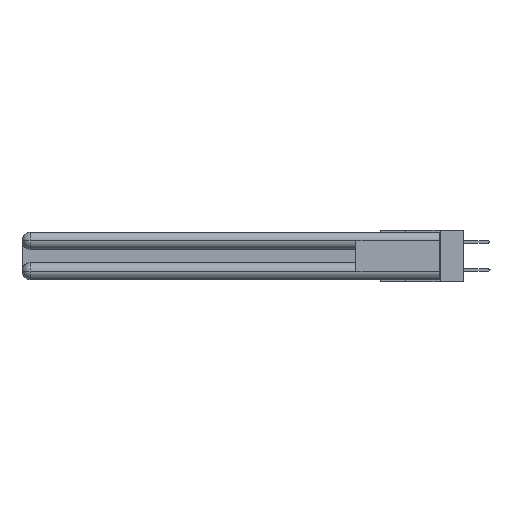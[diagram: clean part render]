
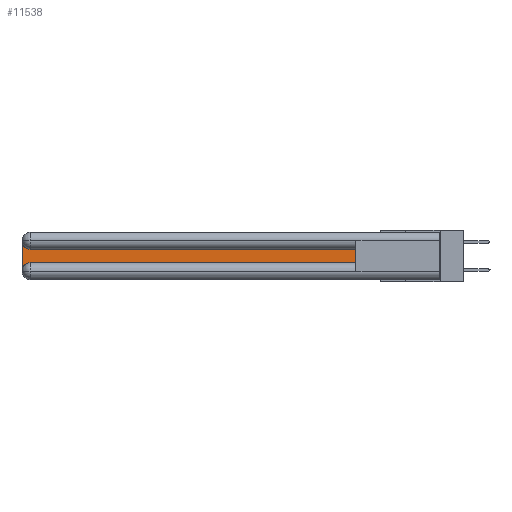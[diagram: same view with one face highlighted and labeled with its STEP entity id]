
A CAD part, left-side view. The second image highlights one B-rep face of the part: STEP entity #11538.
In plain terms, the highlighted planar face has unit normal (-1, 0, 0).
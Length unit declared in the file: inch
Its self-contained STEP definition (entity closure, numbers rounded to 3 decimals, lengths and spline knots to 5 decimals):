
#1369 = EDGE_LOOP ( 'NONE', ( #5635, #8992, #19142, #10699, #3441, #24896 ) ) ;
#1411 = EDGE_CURVE ( 'NONE', #19340, #26305, #18133, .T. ) ;
#2822 = VERTEX_POINT ( 'NONE', #26427 ) ;
#3259 = DIRECTION ( 'NONE',  ( 1., 0., 0. ) ) ;
#3267 = CARTESIAN_POINT ( 'NONE',  ( 0.075, 0.6, -0.1225 ) ) ;
#3439 = AXIS2_PLACEMENT_3D ( 'NONE', #5842, #9884, #12017 ) ;
#3441 = ORIENTED_EDGE ( 'NONE', *, *, #3476, .T. ) ;
#3476 = EDGE_CURVE ( 'NONE', #2822, #13982, #26689, .T. ) ;
#3950 = CARTESIAN_POINT ( 'NONE',  ( 0.075, 0.6, -0.2175 ) ) ;
#4899 = DIRECTION ( 'NONE',  ( 0., 0., 1. ) ) ;
#5635 = ORIENTED_EDGE ( 'NONE', *, *, #19774, .T. ) ;
#5842 = CARTESIAN_POINT ( 'NONE',  ( 0.075, 2.94, -0.2775 ) ) ;
#7676 = DIRECTION ( 'NONE',  ( 0., 1., 0. ) ) ;
#7947 = PLANE ( 'NONE',  #27763 ) ;
#8916 = CARTESIAN_POINT ( 'NONE',  ( 0.075, 3., -0.2775 ) ) ;
#8992 = ORIENTED_EDGE ( 'NONE', *, *, #1411, .T. ) ;
#9110 = EDGE_CURVE ( 'NONE', #26305, #23825, #23608, .T. ) ;
#9884 = DIRECTION ( 'NONE',  ( 1., 0., 0. ) ) ;
#10699 = ORIENTED_EDGE ( 'NONE', *, *, #17251, .T. ) ;
#11538 = ADVANCED_FACE ( 'NONE', ( #16027 ), #7947, .F. ) ;
#12017 = DIRECTION ( 'NONE',  ( 0., 0., -1. ) ) ;
#12756 = CARTESIAN_POINT ( 'NONE',  ( 0.075, 2.94, -0.1225 ) ) ;
#13551 = VECTOR ( 'NONE', #7676, 39.37008 ) ;
#13632 = DIRECTION ( 'NONE',  ( 0., 0., -1. ) ) ;
#13982 = VERTEX_POINT ( 'NONE', #16367 ) ;
#16027 = FACE_OUTER_BOUND ( 'NONE', #1369, .T. ) ;
#16067 = VERTEX_POINT ( 'NONE', #16131 ) ;
#16112 = CARTESIAN_POINT ( 'NONE',  ( 0.075, 0.6, -0.2175 ) ) ;
#16131 = CARTESIAN_POINT ( 'NONE',  ( 0.075, 0.6, -0.1225 ) ) ;
#16367 = CARTESIAN_POINT ( 'NONE',  ( 0.075, 0.6, -0.2175 ) ) ;
#16668 = EDGE_CURVE ( 'NONE', #13982, #16067, #27747, .T. ) ;
#17251 = EDGE_CURVE ( 'NONE', #23825, #2822, #24076, .T. ) ;
#17889 = AXIS2_PLACEMENT_3D ( 'NONE', #22295, #24526, #13632 ) ;
#18133 = CIRCLE ( 'NONE', #17889, 0.06 ) ;
#18598 = DIRECTION ( 'NONE',  ( 0., -1., 0. ) ) ;
#19142 = ORIENTED_EDGE ( 'NONE', *, *, #9110, .T. ) ;
#19340 = VERTEX_POINT ( 'NONE', #12756 ) ;
#19687 = LINE ( 'NONE', #3267, #13551 ) ;
#19774 = EDGE_CURVE ( 'NONE', #16067, #19340, #19687, .T. ) ;
#20855 = CARTESIAN_POINT ( 'NONE',  ( 0.075, 3., -0.1225 ) ) ;
#20873 = VECTOR ( 'NONE', #4899, 39.37008 ) ;
#21542 = VECTOR ( 'NONE', #27940, 39.37008 ) ;
#22295 = CARTESIAN_POINT ( 'NONE',  ( 0.075, 2.94, -0.0625 ) ) ;
#22866 = DIRECTION ( 'NONE',  ( 0., 0., -1. ) ) ;
#23608 = LINE ( 'NONE', #28030, #21542 ) ;
#23625 = VECTOR ( 'NONE', #18598, 39.37008 ) ;
#23825 = VERTEX_POINT ( 'NONE', #8916 ) ;
#23922 = CARTESIAN_POINT ( 'NONE',  ( 0.075, 3., -0.0625 ) ) ;
#24076 = CIRCLE ( 'NONE', #3439, 0.06 ) ;
#24526 = DIRECTION ( 'NONE',  ( 1., 0., 0. ) ) ;
#24896 = ORIENTED_EDGE ( 'NONE', *, *, #16668, .T. ) ;
#26305 = VERTEX_POINT ( 'NONE', #23922 ) ;
#26427 = CARTESIAN_POINT ( 'NONE',  ( 0.075, 2.94, -0.2175 ) ) ;
#26689 = LINE ( 'NONE', #16112, #23625 ) ;
#27747 = LINE ( 'NONE', #3950, #20873 ) ;
#27763 = AXIS2_PLACEMENT_3D ( 'NONE', #20855, #3259, #22866 ) ;
#27940 = DIRECTION ( 'NONE',  ( 0., 0., -1. ) ) ;
#28030 = CARTESIAN_POINT ( 'NONE',  ( 0.075, 3., -0.2175 ) ) ;
